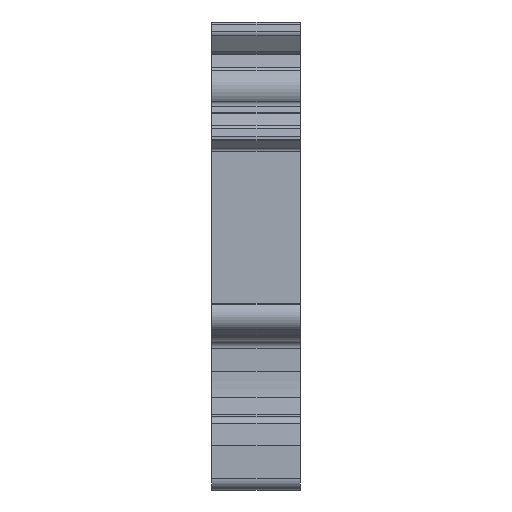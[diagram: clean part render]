
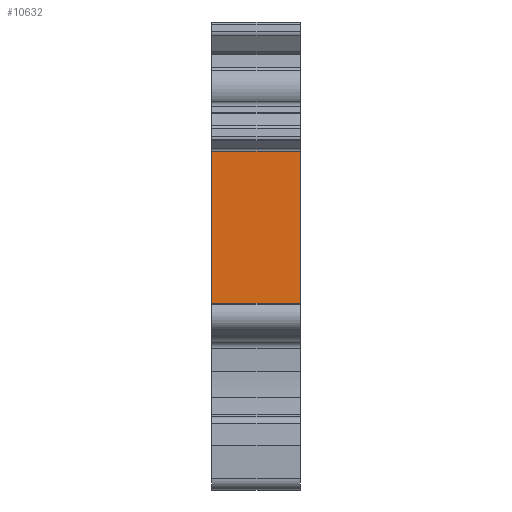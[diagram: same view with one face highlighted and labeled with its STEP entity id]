
A CAD part, left-side view. The second image highlights one B-rep face of the part: STEP entity #10632.
In plain terms, the highlighted planar face has unit normal (-1, 0, 0).
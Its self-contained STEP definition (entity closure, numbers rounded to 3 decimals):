
#395 = EDGE_CURVE ( 'NONE', #24313, #29231, #2114, .T. ) ;
#1724 = LINE ( 'NONE', #5446, #6885 ) ;
#1815 = EDGE_CURVE ( 'NONE', #24313, #44913, #1724, .T. ) ;
#2114 = LINE ( 'NONE', #16077, #14370 ) ;
#3573 = ORIENTED_EDGE ( 'NONE', *, *, #1815, .F. ) ;
#4890 = CARTESIAN_POINT ( 'NONE',  ( -47.05, 8., 9.575 ) ) ;
#4921 = PLANE ( 'NONE',  #12554 ) ;
#5315 = VECTOR ( 'NONE', #21935, 1000. ) ;
#5446 = CARTESIAN_POINT ( 'NONE',  ( -47.05, 8., 23.288 ) ) ;
#5675 = DIRECTION ( 'NONE',  ( 0., 0., 1. ) ) ;
#6885 = VECTOR ( 'NONE', #5675, 1000. ) ;
#8656 = VECTOR ( 'NONE', #41701, 1000. ) ;
#10632 = ADVANCED_FACE ( 'NONE', ( #36777 ), #4921, .F. ) ;
#11503 = CARTESIAN_POINT ( 'NONE',  ( -47.05, 0., 23.288 ) ) ;
#12554 = AXIS2_PLACEMENT_3D ( 'NONE', #44220, #19535, #19087 ) ;
#13324 = LINE ( 'NONE', #27513, #8656 ) ;
#14370 = VECTOR ( 'NONE', #33966, 1000. ) ;
#14980 = EDGE_CURVE ( 'NONE', #29231, #42124, #44264, .T. ) ;
#16077 = CARTESIAN_POINT ( 'NONE',  ( -47.05, 8., 9.575 ) ) ;
#19087 = DIRECTION ( 'NONE',  ( 0., 0., -1. ) ) ;
#19535 = DIRECTION ( 'NONE',  ( 1., 0., 0. ) ) ;
#20051 = CARTESIAN_POINT ( 'NONE',  ( -47.05, 0., 23.288 ) ) ;
#21935 = DIRECTION ( 'NONE',  ( 0., 0., 1. ) ) ;
#24313 = VERTEX_POINT ( 'NONE', #4890 ) ;
#25710 = ORIENTED_EDGE ( 'NONE', *, *, #28810, .F. ) ;
#27190 = CARTESIAN_POINT ( 'NONE',  ( -47.05, 8., 23.288 ) ) ;
#27513 = CARTESIAN_POINT ( 'NONE',  ( -47.05, 8., 23.288 ) ) ;
#28810 = EDGE_CURVE ( 'NONE', #44913, #42124, #13324, .T. ) ;
#29231 = VERTEX_POINT ( 'NONE', #43027 ) ;
#29995 = EDGE_LOOP ( 'NONE', ( #32492, #25710, #3573, #31400 ) ) ;
#31400 = ORIENTED_EDGE ( 'NONE', *, *, #395, .T. ) ;
#32492 = ORIENTED_EDGE ( 'NONE', *, *, #14980, .T. ) ;
#33966 = DIRECTION ( 'NONE',  ( 0., -1., 0. ) ) ;
#36777 = FACE_OUTER_BOUND ( 'NONE', #29995, .T. ) ;
#41701 = DIRECTION ( 'NONE',  ( 0., -1., 0. ) ) ;
#42124 = VERTEX_POINT ( 'NONE', #20051 ) ;
#43027 = CARTESIAN_POINT ( 'NONE',  ( -47.05, 0., 9.575 ) ) ;
#44220 = CARTESIAN_POINT ( 'NONE',  ( -47.05, 8., 23.288 ) ) ;
#44264 = LINE ( 'NONE', #11503, #5315 ) ;
#44913 = VERTEX_POINT ( 'NONE', #27190 ) ;
